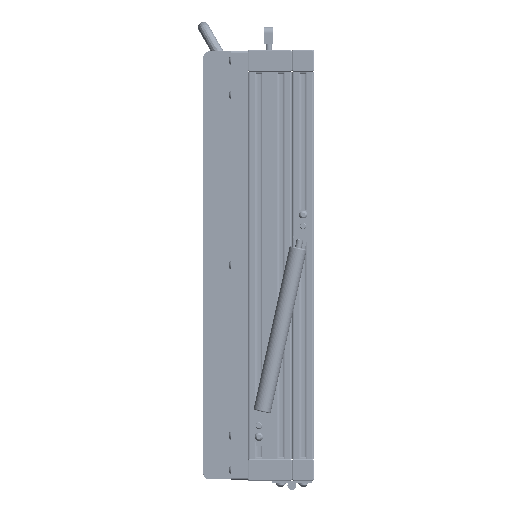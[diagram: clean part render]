
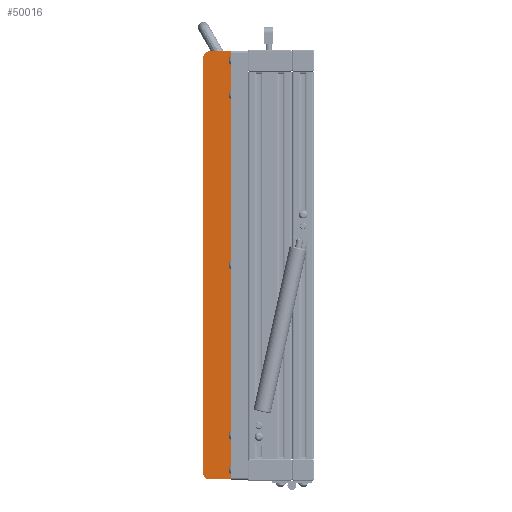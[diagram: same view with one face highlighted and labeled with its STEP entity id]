
A CAD part, left-side view. The second image highlights one B-rep face of the part: STEP entity #50016.
In plain terms, the highlighted face is planar.
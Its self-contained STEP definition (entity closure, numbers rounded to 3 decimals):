
#1623 = CIRCLE ( 'NONE', #17849, 5. ) ;
#1666 = CARTESIAN_POINT ( 'NONE',  ( -188.5, 12.5, -5. ) ) ;
#5600 = CARTESIAN_POINT ( 'NONE',  ( 188.5, 12.5, -5. ) ) ;
#6229 = VERTEX_POINT ( 'NONE', #8787 ) ;
#6508 = DIRECTION ( 'NONE',  ( -1., 0., 0. ) ) ;
#7024 = VECTOR ( 'NONE', #37568, 1000. ) ;
#7877 = VERTEX_POINT ( 'NONE', #77756 ) ;
#8787 = CARTESIAN_POINT ( 'NONE',  ( -193.5, 7.5, -5. ) ) ;
#8912 = EDGE_CURVE ( 'NONE', #49927, #44119, #32294, .T. ) ;
#9044 = ORIENTED_EDGE ( 'NONE', *, *, #59593, .F. ) ;
#15348 = DIRECTION ( 'NONE',  ( 0., 1., 0. ) ) ;
#16679 = CARTESIAN_POINT ( 'NONE',  ( -193.5, -12.5, -5. ) ) ;
#17254 = DIRECTION ( 'NONE',  ( -1., 0., 0. ) ) ;
#17638 = VECTOR ( 'NONE', #68068, 1000. ) ;
#17849 = AXIS2_PLACEMENT_3D ( 'NONE', #69602, #42620, #83843 ) ;
#17864 = DIRECTION ( 'NONE',  ( 0., 0., -1. ) ) ;
#19855 = AXIS2_PLACEMENT_3D ( 'NONE', #75865, #40446, #6508 ) ;
#21516 = EDGE_LOOP ( 'NONE', ( #83944, #69334, #58180, #66301, #9044, #40365 ) ) ;
#24074 = CARTESIAN_POINT ( 'NONE',  ( 193.5, 7.5, -5. ) ) ;
#25346 = LINE ( 'NONE', #58982, #43768 ) ;
#26121 = VECTOR ( 'NONE', #15348, 1000. ) ;
#31778 = CARTESIAN_POINT ( 'NONE',  ( 188.5, 7.5, -5. ) ) ;
#32294 = CIRCLE ( 'NONE', #81543, 5. ) ;
#37568 = DIRECTION ( 'NONE',  ( 0., -1., 0. ) ) ;
#40365 = ORIENTED_EDGE ( 'NONE', *, *, #77611, .F. ) ;
#40446 = DIRECTION ( 'NONE',  ( 0., 0., -1. ) ) ;
#42399 = LINE ( 'NONE', #49889, #26121 ) ;
#42620 = DIRECTION ( 'NONE',  ( 0., 0., -1. ) ) ;
#42821 = LINE ( 'NONE', #16679, #7024 ) ;
#43768 = VECTOR ( 'NONE', #65602, 1000. ) ;
#44038 = VERTEX_POINT ( 'NONE', #1666 ) ;
#44119 = VERTEX_POINT ( 'NONE', #24074 ) ;
#44944 = FACE_OUTER_BOUND ( 'NONE', #21516, .T. ) ;
#49889 = CARTESIAN_POINT ( 'NONE',  ( 193.5, -12.5, -5. ) ) ;
#49927 = VERTEX_POINT ( 'NONE', #5600 ) ;
#50016 = ADVANCED_FACE ( 'NONE', ( #44944 ), #61322, .T. ) ;
#57798 = CARTESIAN_POINT ( 'NONE',  ( 193.5, -12.5, -5. ) ) ;
#58180 = ORIENTED_EDGE ( 'NONE', *, *, #82291, .F. ) ;
#58982 = CARTESIAN_POINT ( 'NONE',  ( -193.5, 12.5, -5. ) ) ;
#59593 = EDGE_CURVE ( 'NONE', #68211, #44119, #42399, .T. ) ;
#60992 = LINE ( 'NONE', #74728, #17638 ) ;
#61322 = PLANE ( 'NONE',  #19855 ) ;
#65602 = DIRECTION ( 'NONE',  ( -1., 0., 0. ) ) ;
#66301 = ORIENTED_EDGE ( 'NONE', *, *, #8912, .T. ) ;
#68068 = DIRECTION ( 'NONE',  ( 1., 0., 0. ) ) ;
#68211 = VERTEX_POINT ( 'NONE', #57798 ) ;
#69334 = ORIENTED_EDGE ( 'NONE', *, *, #76039, .T. ) ;
#69602 = CARTESIAN_POINT ( 'NONE',  ( -188.5, 7.5, -5. ) ) ;
#74728 = CARTESIAN_POINT ( 'NONE',  ( -193.5, -12.5, -5. ) ) ;
#75865 = CARTESIAN_POINT ( 'NONE',  ( -193.5, -12.5, -5. ) ) ;
#76039 = EDGE_CURVE ( 'NONE', #6229, #44038, #1623, .T. ) ;
#77611 = EDGE_CURVE ( 'NONE', #7877, #68211, #60992, .T. ) ;
#77756 = CARTESIAN_POINT ( 'NONE',  ( -193.5, -12.5, -5. ) ) ;
#81543 = AXIS2_PLACEMENT_3D ( 'NONE', #31778, #17864, #17254 ) ;
#81620 = EDGE_CURVE ( 'NONE', #6229, #7877, #42821, .T. ) ;
#82291 = EDGE_CURVE ( 'NONE', #49927, #44038, #25346, .T. ) ;
#83843 = DIRECTION ( 'NONE',  ( -1., 0., 0. ) ) ;
#83944 = ORIENTED_EDGE ( 'NONE', *, *, #81620, .F. ) ;
